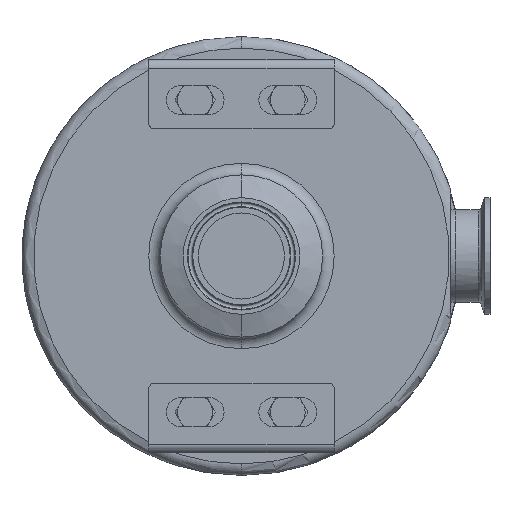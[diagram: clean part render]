
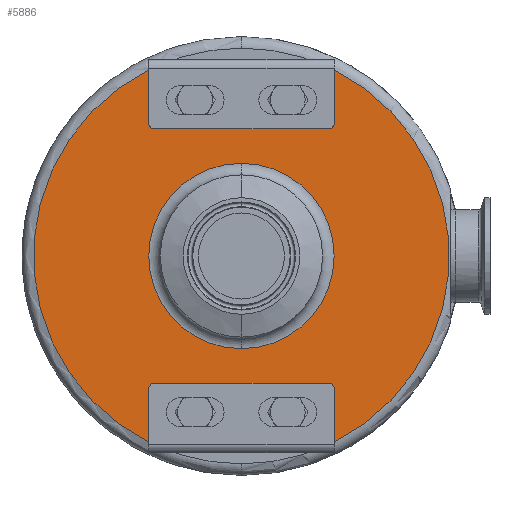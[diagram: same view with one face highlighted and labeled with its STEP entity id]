
A CAD part, front view. The second image highlights one B-rep face of the part: STEP entity #5886.
In plain terms, the highlighted planar face has unit normal (0, -1, 0).
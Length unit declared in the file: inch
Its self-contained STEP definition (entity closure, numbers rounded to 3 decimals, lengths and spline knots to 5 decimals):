
#146 = CARTESIAN_POINT ( 'NONE',  ( 1.875, -1.57, 2.74212 ) ) ;
#290 = VECTOR ( 'NONE', #12190, 39.37008 ) ;
#588 = VERTEX_POINT ( 'NONE', #5456 ) ;
#648 = VERTEX_POINT ( 'NONE', #1925 ) ;
#835 = DIRECTION ( 'NONE',  ( 0., 0., 1. ) ) ;
#873 = EDGE_LOOP ( 'NONE', ( #2533, #4469 ) ) ;
#885 = DIRECTION ( 'NONE',  ( 0., 0., 1. ) ) ;
#1199 = EDGE_CURVE ( 'NONE', #3058, #5539, #4476, .T. ) ;
#1502 = CARTESIAN_POINT ( 'NONE',  ( 2., -1.57, 4.05462 ) ) ;
#1722 = DIRECTION ( 'NONE',  ( 0., 1., 0. ) ) ;
#1766 = CARTESIAN_POINT ( 'NONE',  ( 0., -1.57, 0. ) ) ;
#1925 = CARTESIAN_POINT ( 'NONE',  ( 1.875, -1.57, -2.74412 ) ) ;
#1978 = CARTESIAN_POINT ( 'NONE',  ( 2., -1.57, -4.05662 ) ) ;
#1984 = VERTEX_POINT ( 'NONE', #6584 ) ;
#2040 = VERTEX_POINT ( 'NONE', #11574 ) ;
#2168 = ORIENTED_EDGE ( 'NONE', *, *, #7715, .T. ) ;
#2206 = VERTEX_POINT ( 'NONE', #4102 ) ;
#2304 = VECTOR ( 'NONE', #3372, 39.37008 ) ;
#2394 = DIRECTION ( 'NONE',  ( 0., 0., 1. ) ) ;
#2451 = EDGE_CURVE ( 'NONE', #4629, #9489, #8386, .T. ) ;
#2524 = ORIENTED_EDGE ( 'NONE', *, *, #3423, .T. ) ;
#2533 = ORIENTED_EDGE ( 'NONE', *, *, #6314, .T. ) ;
#2743 = VECTOR ( 'NONE', #6383, 39.37008 ) ;
#2868 = LINE ( 'NONE', #7320, #290 ) ;
#3058 = VERTEX_POINT ( 'NONE', #10794 ) ;
#3122 = DIRECTION ( 'NONE',  ( 0., 0., 1. ) ) ;
#3243 = CARTESIAN_POINT ( 'NONE',  ( -2., -1.57, -4.05662 ) ) ;
#3273 = EDGE_CURVE ( 'NONE', #9489, #12089, #5166, .T. ) ;
#3372 = DIRECTION ( 'NONE',  ( 0., 0., -1. ) ) ;
#3423 = EDGE_CURVE ( 'NONE', #4629, #10996, #10190, .T. ) ;
#3456 = DIRECTION ( 'NONE',  ( 0., 1., 0. ) ) ;
#3474 = EDGE_CURVE ( 'NONE', #11053, #6190, #10647, .T. ) ;
#3485 = ORIENTED_EDGE ( 'NONE', *, *, #10755, .T. ) ;
#3567 = CARTESIAN_POINT ( 'NONE',  ( -2., -1.57, -2.86912 ) ) ;
#3612 = CARTESIAN_POINT ( 'NONE',  ( 0., -1.57, 0. ) ) ;
#4016 = CARTESIAN_POINT ( 'NONE',  ( 2., -1.57, -4.01438 ) ) ;
#4022 = ORIENTED_EDGE ( 'NONE', *, *, #7218, .T. ) ;
#4102 = CARTESIAN_POINT ( 'NONE',  ( 2., -1.57, 2.86712 ) ) ;
#4177 = AXIS2_PLACEMENT_3D ( 'NONE', #4523, #5138, #11939 ) ;
#4178 = LINE ( 'NONE', #1502, #2304 ) ;
#4252 = FACE_BOUND ( 'NONE', #873, .T. ) ;
#4272 = ORIENTED_EDGE ( 'NONE', *, *, #11359, .F. ) ;
#4469 = ORIENTED_EDGE ( 'NONE', *, *, #3474, .T. ) ;
#4473 = CARTESIAN_POINT ( 'NONE',  ( 2., -1.57, 0. ) ) ;
#4476 = CIRCLE ( 'NONE', #8873, 4.485 ) ;
#4523 = CARTESIAN_POINT ( 'NONE',  ( -1.875, -1.57, -2.86912 ) ) ;
#4629 = VERTEX_POINT ( 'NONE', #11745 ) ;
#4723 = VECTOR ( 'NONE', #2394, 39.37008 ) ;
#4946 = AXIS2_PLACEMENT_3D ( 'NONE', #4473, #8158, #885 ) ;
#4986 = LINE ( 'NONE', #9716, #5416 ) ;
#5031 = DIRECTION ( 'NONE',  ( 0., 0., 1. ) ) ;
#5138 = DIRECTION ( 'NONE',  ( 0., 1., 0. ) ) ;
#5166 = LINE ( 'NONE', #11210, #2743 ) ;
#5180 = VERTEX_POINT ( 'NONE', #146 ) ;
#5252 = CARTESIAN_POINT ( 'NONE',  ( 0., -1.57, 2. ) ) ;
#5337 = DIRECTION ( 'NONE',  ( 0., 0., 1. ) ) ;
#5382 = DIRECTION ( 'NONE',  ( 0., 0., 1. ) ) ;
#5416 = VECTOR ( 'NONE', #8001, 39.37008 ) ;
#5456 = CARTESIAN_POINT ( 'NONE',  ( -1.875, -1.57, 2.74212 ) ) ;
#5539 = VERTEX_POINT ( 'NONE', #4016 ) ;
#5599 = VECTOR ( 'NONE', #3122, 39.37008 ) ;
#5792 = AXIS2_PLACEMENT_3D ( 'NONE', #5872, #10872, #5031 ) ;
#5872 = CARTESIAN_POINT ( 'NONE',  ( 1.875, -1.57, 2.86712 ) ) ;
#5886 = ADVANCED_FACE ( 'NONE', ( #8952, #4252 ), #7178, .F. ) ;
#5931 = CARTESIAN_POINT ( 'NONE',  ( -2., -1.57, 2.86712 ) ) ;
#6190 = VERTEX_POINT ( 'NONE', #5252 ) ;
#6314 = EDGE_CURVE ( 'NONE', #6190, #11053, #7547, .T. ) ;
#6383 = DIRECTION ( 'NONE',  ( 0., 0., -1. ) ) ;
#6408 = DIRECTION ( 'NONE',  ( 0., 1., 0. ) ) ;
#6447 = AXIS2_PLACEMENT_3D ( 'NONE', #10303, #3456, #7272 ) ;
#6584 = CARTESIAN_POINT ( 'NONE',  ( 2., -1.57, -2.86912 ) ) ;
#6740 = CARTESIAN_POINT ( 'NONE',  ( 0., -1.57, -2. ) ) ;
#6753 = AXIS2_PLACEMENT_3D ( 'NONE', #1766, #8615, #835 ) ;
#6829 = ORIENTED_EDGE ( 'NONE', *, *, #11581, .F. ) ;
#7178 = PLANE ( 'NONE',  #4946 ) ;
#7218 = EDGE_CURVE ( 'NONE', #588, #12089, #7586, .T. ) ;
#7263 = EDGE_CURVE ( 'NONE', #3058, #2206, #4178, .T. ) ;
#7272 = DIRECTION ( 'NONE',  ( 0., 0., -1. ) ) ;
#7320 = CARTESIAN_POINT ( 'NONE',  ( 2., -1.57, -2.74412 ) ) ;
#7547 = CIRCLE ( 'NONE', #8198, 2. ) ;
#7570 = CIRCLE ( 'NONE', #6447, 0.125 ) ;
#7576 = CARTESIAN_POINT ( 'NONE',  ( -1.875, -1.57, 2.86712 ) ) ;
#7586 = CIRCLE ( 'NONE', #9432, 0.125 ) ;
#7630 = CIRCLE ( 'NONE', #4177, 0.125 ) ;
#7715 = EDGE_CURVE ( 'NONE', #10996, #2040, #7630, .T. ) ;
#7909 = EDGE_LOOP ( 'NONE', ( #10593, #8442, #11182, #6829, #4022, #9940, #8470, #2524, #2168, #4272, #3485, #7930 ) ) ;
#7930 = ORIENTED_EDGE ( 'NONE', *, *, #10484, .F. ) ;
#8001 = DIRECTION ( 'NONE',  ( 1., 0., 0. ) ) ;
#8158 = DIRECTION ( 'NONE',  ( 0., 1., 0. ) ) ;
#8198 = AXIS2_PLACEMENT_3D ( 'NONE', #3612, #11186, #5337 ) ;
#8202 = LINE ( 'NONE', #1978, #5599 ) ;
#8386 = CIRCLE ( 'NONE', #6753, 4.485 ) ;
#8442 = ORIENTED_EDGE ( 'NONE', *, *, #7263, .T. ) ;
#8470 = ORIENTED_EDGE ( 'NONE', *, *, #2451, .F. ) ;
#8615 = DIRECTION ( 'NONE',  ( 0., 1., 0. ) ) ;
#8873 = AXIS2_PLACEMENT_3D ( 'NONE', #12069, #6408, #5382 ) ;
#8952 = FACE_OUTER_BOUND ( 'NONE', #7909, .T. ) ;
#9027 = CARTESIAN_POINT ( 'NONE',  ( 0., -1.57, 0. ) ) ;
#9126 = CIRCLE ( 'NONE', #5792, 0.125 ) ;
#9432 = AXIS2_PLACEMENT_3D ( 'NONE', #7576, #1722, #9512 ) ;
#9489 = VERTEX_POINT ( 'NONE', #9598 ) ;
#9512 = DIRECTION ( 'NONE',  ( 0., 0., 1. ) ) ;
#9598 = CARTESIAN_POINT ( 'NONE',  ( -2., -1.57, 4.01438 ) ) ;
#9716 = CARTESIAN_POINT ( 'NONE',  ( -2., -1.57, 2.74212 ) ) ;
#9940 = ORIENTED_EDGE ( 'NONE', *, *, #3273, .F. ) ;
#10190 = LINE ( 'NONE', #3243, #4723 ) ;
#10303 = CARTESIAN_POINT ( 'NONE',  ( 1.875, -1.57, -2.86912 ) ) ;
#10458 = EDGE_CURVE ( 'NONE', #2206, #5180, #9126, .T. ) ;
#10484 = EDGE_CURVE ( 'NONE', #5539, #1984, #8202, .T. ) ;
#10593 = ORIENTED_EDGE ( 'NONE', *, *, #1199, .F. ) ;
#10647 = CIRCLE ( 'NONE', #12511, 2. ) ;
#10755 = EDGE_CURVE ( 'NONE', #648, #1984, #7570, .T. ) ;
#10794 = CARTESIAN_POINT ( 'NONE',  ( 2., -1.57, 4.01438 ) ) ;
#10872 = DIRECTION ( 'NONE',  ( 0., 1., 0. ) ) ;
#10996 = VERTEX_POINT ( 'NONE', #3567 ) ;
#10997 = DIRECTION ( 'NONE',  ( 0., 0., 1. ) ) ;
#11053 = VERTEX_POINT ( 'NONE', #6740 ) ;
#11182 = ORIENTED_EDGE ( 'NONE', *, *, #10458, .T. ) ;
#11186 = DIRECTION ( 'NONE',  ( 0., 1., 0. ) ) ;
#11210 = CARTESIAN_POINT ( 'NONE',  ( -2., -1.57, 4.05462 ) ) ;
#11359 = EDGE_CURVE ( 'NONE', #648, #2040, #2868, .T. ) ;
#11574 = CARTESIAN_POINT ( 'NONE',  ( -1.875, -1.57, -2.74412 ) ) ;
#11581 = EDGE_CURVE ( 'NONE', #588, #5180, #4986, .T. ) ;
#11745 = CARTESIAN_POINT ( 'NONE',  ( -2., -1.57, -4.01438 ) ) ;
#11939 = DIRECTION ( 'NONE',  ( 0., 0., -1. ) ) ;
#11991 = DIRECTION ( 'NONE',  ( 0., 1., 0. ) ) ;
#12069 = CARTESIAN_POINT ( 'NONE',  ( 0., -1.57, 0. ) ) ;
#12089 = VERTEX_POINT ( 'NONE', #5931 ) ;
#12190 = DIRECTION ( 'NONE',  ( -1., 0., 0. ) ) ;
#12511 = AXIS2_PLACEMENT_3D ( 'NONE', #9027, #11991, #10997 ) ;
